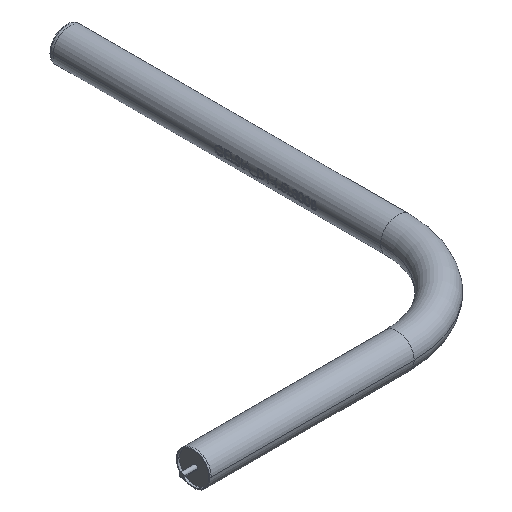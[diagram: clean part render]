
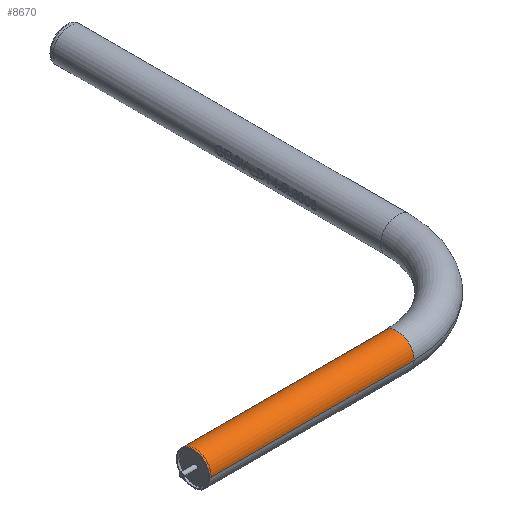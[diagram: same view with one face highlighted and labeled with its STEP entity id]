
A CAD part, isometric view. The second image highlights one B-rep face of the part: STEP entity #8670.
In plain terms, the highlighted cylindrical face has radius 7.25 mm (diameter 14.5 mm), a partial arc.
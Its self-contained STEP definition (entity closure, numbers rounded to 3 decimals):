
#462 = DIRECTION ( 'NONE',  ( 0., -1., 0. ) ) ;
#625 = EDGE_CURVE ( 'NONE', #20757, #3663, #6475, .T. ) ;
#1484 = VERTEX_POINT ( 'NONE', #5474 ) ;
#1519 = CYLINDRICAL_SURFACE ( 'NONE', #11548, 7.25 ) ;
#1731 = DIRECTION ( 'NONE',  ( 0., -1., 0. ) ) ;
#2369 = EDGE_LOOP ( 'NONE', ( #13924, #15061, #7869, #8953 ) ) ;
#2648 = CARTESIAN_POINT ( 'NONE',  ( 22.496, -86.089, 0. ) ) ;
#3663 = VERTEX_POINT ( 'NONE', #6535 ) ;
#3975 = EDGE_CURVE ( 'NONE', #3663, #1484, #8387, .T. ) ;
#4495 = CARTESIAN_POINT ( 'NONE',  ( 22.496, -100.59, 0. ) ) ;
#5204 = AXIS2_PLACEMENT_3D ( 'NONE', #10818, #12270, #462 ) ;
#5474 = CARTESIAN_POINT ( 'NONE',  ( -65.996, -86.09, 0. ) ) ;
#6475 = LINE ( 'NONE', #18275, #13719 ) ;
#6535 = CARTESIAN_POINT ( 'NONE',  ( -65.996, -100.59, 0. ) ) ;
#6966 = FACE_OUTER_BOUND ( 'NONE', #2369, .T. ) ;
#7869 = ORIENTED_EDGE ( 'NONE', *, *, #3975, .F. ) ;
#8191 = CARTESIAN_POINT ( 'NONE',  ( 22.496, -93.339, 0. ) ) ;
#8387 = CIRCLE ( 'NONE', #5204, 7.25 ) ;
#8521 = DIRECTION ( 'NONE',  ( 0., -1., 0. ) ) ;
#8670 = ADVANCED_FACE ( 'NONE', ( #6966 ), #1519, .T. ) ;
#8953 = ORIENTED_EDGE ( 'NONE', *, *, #625, .F. ) ;
#10314 = DIRECTION ( 'NONE',  ( -1., 0., 0. ) ) ;
#10818 = CARTESIAN_POINT ( 'NONE',  ( -65.996, -93.34, 0. ) ) ;
#11312 = CARTESIAN_POINT ( 'NONE',  ( 22.496, -86.09, 0. ) ) ;
#11548 = AXIS2_PLACEMENT_3D ( 'NONE', #13545, #10314, #8521 ) ;
#12270 = DIRECTION ( 'NONE',  ( -1., 0., 0. ) ) ;
#12279 = VECTOR ( 'NONE', #12677, 1000. ) ;
#12677 = DIRECTION ( 'NONE',  ( -1., 0., 0. ) ) ;
#12725 = VERTEX_POINT ( 'NONE', #11312 ) ;
#13545 = CARTESIAN_POINT ( 'NONE',  ( 22.496, -93.339, 0. ) ) ;
#13719 = VECTOR ( 'NONE', #16389, 1000. ) ;
#13924 = ORIENTED_EDGE ( 'NONE', *, *, #17726, .T. ) ;
#15061 = ORIENTED_EDGE ( 'NONE', *, *, #16900, .T. ) ;
#16341 = LINE ( 'NONE', #2648, #12279 ) ;
#16389 = DIRECTION ( 'NONE',  ( -1., 0., 0. ) ) ;
#16900 = EDGE_CURVE ( 'NONE', #12725, #1484, #16341, .T. ) ;
#16922 = AXIS2_PLACEMENT_3D ( 'NONE', #8191, #21776, #1731 ) ;
#17726 = EDGE_CURVE ( 'NONE', #20757, #12725, #19051, .T. ) ;
#18275 = CARTESIAN_POINT ( 'NONE',  ( 22.496, -100.59, 0. ) ) ;
#19051 = CIRCLE ( 'NONE', #16922, 7.25 ) ;
#20757 = VERTEX_POINT ( 'NONE', #4495 ) ;
#21776 = DIRECTION ( 'NONE',  ( -1., 0., 0. ) ) ;
